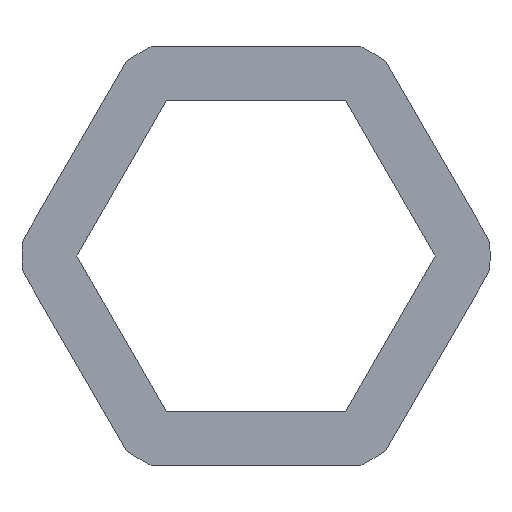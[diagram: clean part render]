
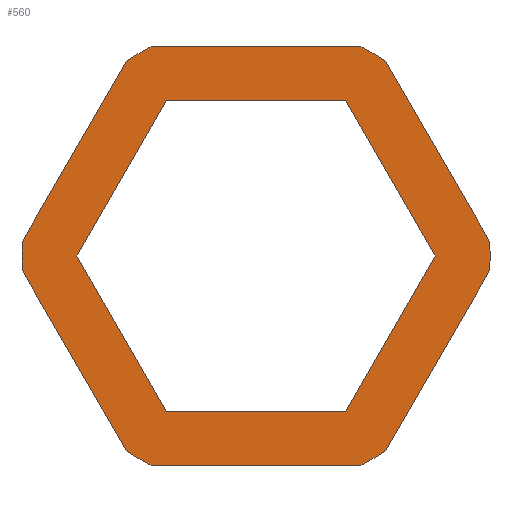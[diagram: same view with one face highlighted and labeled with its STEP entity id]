
A CAD part, front view. The second image highlights one B-rep face of the part: STEP entity #560.
In plain terms, the highlighted planar face has unit normal (0, -1, 0).
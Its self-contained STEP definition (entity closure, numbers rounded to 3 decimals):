
#3 = EDGE_CURVE ( 'NONE', #547, #7, #541, .T. ) ;
#7 = VERTEX_POINT ( 'NONE', #486 ) ;
#8 = AXIS2_PLACEMENT_3D ( 'NONE', #168, #509, #711 ) ;
#17 = ORIENTED_EDGE ( 'NONE', *, *, #127, .F. ) ;
#30 = VERTEX_POINT ( 'NONE', #548 ) ;
#49 = VERTEX_POINT ( 'NONE', #201 ) ;
#52 = CARTESIAN_POINT ( 'NONE',  ( 2.576, 0., -0.638 ) ) ;
#58 = VECTOR ( 'NONE', #336, 1000. ) ;
#65 = ORIENTED_EDGE ( 'NONE', *, *, #445, .F. ) ;
#78 = VECTOR ( 'NONE', #700, 1000. ) ;
#85 = CARTESIAN_POINT ( 'NONE',  ( 3.842, 0., -0.245 ) ) ;
#91 = EDGE_CURVE ( 'NONE', #337, #49, #310, .T. ) ;
#100 = DIRECTION ( 'NONE',  ( -0.554, 0., 0.832 ) ) ;
#101 = LINE ( 'NONE', #372, #638 ) ;
#105 = VERTEX_POINT ( 'NONE', #85 ) ;
#116 = VERTEX_POINT ( 'NONE', #440 ) ;
#127 = EDGE_CURVE ( 'NONE', #225, #236, #266, .T. ) ;
#131 = CARTESIAN_POINT ( 'NONE',  ( 1.472, 0., -2.55 ) ) ;
#133 = VERTEX_POINT ( 'NONE', #144 ) ;
#135 = AXIS2_PLACEMENT_3D ( 'NONE', #386, #619, #389 ) ;
#137 = DIRECTION ( 'NONE',  ( 0.5, 0., -0.866 ) ) ;
#141 = LINE ( 'NONE', #435, #467 ) ;
#144 = CARTESIAN_POINT ( 'NONE',  ( -2.944, 0., 0. ) ) ;
#147 = EDGE_CURVE ( 'NONE', #7, #559, #420, .T. ) ;
#150 = DIRECTION ( 'NONE',  ( 0.5, 0., -0.866 ) ) ;
#154 = VERTEX_POINT ( 'NONE', #362 ) ;
#156 = CARTESIAN_POINT ( 'NONE',  ( 0., 0., 0. ) ) ;
#164 = AXIS2_PLACEMENT_3D ( 'NONE', #426, #213, #367 ) ;
#168 = CARTESIAN_POINT ( 'NONE',  ( 0., 0., 0. ) ) ;
#176 = CIRCLE ( 'NONE', #164, 3.85 ) ;
#187 = CARTESIAN_POINT ( 'NONE',  ( -1.84, 0., -1.912 ) ) ;
#196 = DIRECTION ( 'NONE',  ( -0.5, 0., 0.866 ) ) ;
#198 = CIRCLE ( 'NONE', #335, 3.85 ) ;
#201 = CARTESIAN_POINT ( 'NONE',  ( -2.133, 0., -3.205 ) ) ;
#213 = DIRECTION ( 'NONE',  ( 0., 1., 0. ) ) ;
#219 = DIRECTION ( 'NONE',  ( -0.554, 0., 0.832 ) ) ;
#221 = LINE ( 'NONE', #661, #585 ) ;
#225 = VERTEX_POINT ( 'NONE', #359 ) ;
#229 = CARTESIAN_POINT ( 'NONE',  ( -3.415, 0., 0.985 ) ) ;
#233 = VERTEX_POINT ( 'NONE', #349 ) ;
#235 = DIRECTION ( 'NONE',  ( -0.554, 0., 0.832 ) ) ;
#236 = VERTEX_POINT ( 'NONE', #247 ) ;
#242 = LINE ( 'NONE', #229, #251 ) ;
#243 = ORIENTED_EDGE ( 'NONE', *, *, #147, .T. ) ;
#247 = CARTESIAN_POINT ( 'NONE',  ( 1.709, 0., -3.45 ) ) ;
#251 = VECTOR ( 'NONE', #353, 1000. ) ;
#266 = CIRCLE ( 'NONE', #705, 3.85 ) ;
#267 = VECTOR ( 'NONE', #339, 1000. ) ;
#270 = ORIENTED_EDGE ( 'NONE', *, *, #388, .F. ) ;
#275 = DIRECTION ( 'NONE',  ( -1., 0., 0. ) ) ;
#280 = CARTESIAN_POINT ( 'NONE',  ( -1.709, 0., 3.45 ) ) ;
#286 = EDGE_LOOP ( 'NONE', ( #534, #270, #679, #65, #332, #628, #390, #404, #402, #17, #620, #427 ) ) ;
#292 = VERTEX_POINT ( 'NONE', #409 ) ;
#297 = LINE ( 'NONE', #187, #707 ) ;
#308 = EDGE_CURVE ( 'NONE', #225, #105, #311, .T. ) ;
#310 = LINE ( 'NONE', #600, #421 ) ;
#311 = LINE ( 'NONE', #538, #78 ) ;
#324 = EDGE_CURVE ( 'NONE', #116, #648, #101, .T. ) ;
#327 = LINE ( 'NONE', #392, #622 ) ;
#329 = FACE_BOUND ( 'NONE', #685, .T. ) ;
#331 = CARTESIAN_POINT ( 'NONE',  ( -1.472, 0., 2.55 ) ) ;
#332 = ORIENTED_EDGE ( 'NONE', *, *, #649, .F. ) ;
#335 = AXIS2_PLACEMENT_3D ( 'NONE', #668, #555, #219 ) ;
#336 = DIRECTION ( 'NONE',  ( 1., 0., 0. ) ) ;
#337 = VERTEX_POINT ( 'NONE', #549 ) ;
#339 = DIRECTION ( 'NONE',  ( -0.5, 0., -0.866 ) ) ;
#342 = DIRECTION ( 'NONE',  ( -0.5, 0., 0.866 ) ) ;
#349 = CARTESIAN_POINT ( 'NONE',  ( -1.709, 0., -3.45 ) ) ;
#353 = DIRECTION ( 'NONE',  ( 0.5, 0., 0.866 ) ) ;
#359 = CARTESIAN_POINT ( 'NONE',  ( 2.133, 0., -3.205 ) ) ;
#362 = CARTESIAN_POINT ( 'NONE',  ( -2.133, 0., 3.205 ) ) ;
#367 = DIRECTION ( 'NONE',  ( -0.554, 0., 0.832 ) ) ;
#372 = CARTESIAN_POINT ( 'NONE',  ( 2.561, 0., 2.465 ) ) ;
#380 = DIRECTION ( 'NONE',  ( 0., 1., 0. ) ) ;
#386 = CARTESIAN_POINT ( 'NONE',  ( 0., 0., 0. ) ) ;
#388 = EDGE_CURVE ( 'NONE', #292, #648, #507, .T. ) ;
#389 = DIRECTION ( 'NONE',  ( 0., 0., -1. ) ) ;
#390 = ORIENTED_EDGE ( 'NONE', *, *, #91, .T. ) ;
#392 = CARTESIAN_POINT ( 'NONE',  ( -2.576, 0., 0.638 ) ) ;
#395 = EDGE_CURVE ( 'NONE', #587, #292, #141, .T. ) ;
#396 = AXIS2_PLACEMENT_3D ( 'NONE', #441, #476, #594 ) ;
#397 = LINE ( 'NONE', #617, #58 ) ;
#399 = ORIENTED_EDGE ( 'NONE', *, *, #557, .T. ) ;
#402 = ORIENTED_EDGE ( 'NONE', *, *, #573, .T. ) ;
#404 = ORIENTED_EDGE ( 'NONE', *, *, #708, .F. ) ;
#406 = CARTESIAN_POINT ( 'NONE',  ( 2.133, 0., 3.205 ) ) ;
#408 = CIRCLE ( 'NONE', #672, 3.85 ) ;
#409 = CARTESIAN_POINT ( 'NONE',  ( 1.709, 0., 3.45 ) ) ;
#420 = LINE ( 'NONE', #640, #479 ) ;
#421 = VECTOR ( 'NONE', #150, 1000. ) ;
#426 = CARTESIAN_POINT ( 'NONE',  ( 0., 0., 0. ) ) ;
#427 = ORIENTED_EDGE ( 'NONE', *, *, #502, .F. ) ;
#435 = CARTESIAN_POINT ( 'NONE',  ( -0.854, 0., 3.45 ) ) ;
#440 = CARTESIAN_POINT ( 'NONE',  ( 3.842, 0., 0.245 ) ) ;
#441 = CARTESIAN_POINT ( 'NONE',  ( 0., 0., 0. ) ) ;
#444 = LINE ( 'NONE', #52, #267 ) ;
#445 = EDGE_CURVE ( 'NONE', #154, #587, #176, .T. ) ;
#447 = ORIENTED_EDGE ( 'NONE', *, *, #599, .T. ) ;
#453 = DIRECTION ( 'NONE',  ( 0.5, 0., 0.866 ) ) ;
#467 = VECTOR ( 'NONE', #495, 1000. ) ;
#471 = ORIENTED_EDGE ( 'NONE', *, *, #473, .T. ) ;
#473 = EDGE_CURVE ( 'NONE', #712, #613, #221, .T. ) ;
#476 = DIRECTION ( 'NONE',  ( 0., 1., 0. ) ) ;
#479 = VECTOR ( 'NONE', #137, 1000. ) ;
#486 = CARTESIAN_POINT ( 'NONE',  ( 1.472, 0., 2.55 ) ) ;
#495 = DIRECTION ( 'NONE',  ( 1., 0., 0. ) ) ;
#501 = CARTESIAN_POINT ( 'NONE',  ( -1.472, 0., -2.55 ) ) ;
#502 = EDGE_CURVE ( 'NONE', #116, #105, #715, .T. ) ;
#507 = CIRCLE ( 'NONE', #396, 3.85 ) ;
#509 = DIRECTION ( 'NONE',  ( 0., 1., 0. ) ) ;
#530 = CARTESIAN_POINT ( 'NONE',  ( 0., 0., 0. ) ) ;
#534 = ORIENTED_EDGE ( 'NONE', *, *, #324, .T. ) ;
#537 = DIRECTION ( 'NONE',  ( 1., 0., 0. ) ) ;
#538 = CARTESIAN_POINT ( 'NONE',  ( 3.415, 0., -0.985 ) ) ;
#541 = LINE ( 'NONE', #609, #652 ) ;
#547 = VERTEX_POINT ( 'NONE', #331 ) ;
#548 = CARTESIAN_POINT ( 'NONE',  ( -3.842, 0., 0.245 ) ) ;
#549 = CARTESIAN_POINT ( 'NONE',  ( -3.842, 0., -0.245 ) ) ;
#553 = EDGE_CURVE ( 'NONE', #337, #30, #198, .T. ) ;
#555 = DIRECTION ( 'NONE',  ( 0., 1., 0. ) ) ;
#557 = EDGE_CURVE ( 'NONE', #559, #712, #444, .T. ) ;
#559 = VERTEX_POINT ( 'NONE', #713 ) ;
#560 = ADVANCED_FACE ( 'NONE', ( #329, #566 ), #663, .T. ) ;
#566 = FACE_OUTER_BOUND ( 'NONE', #286, .T. ) ;
#573 = EDGE_CURVE ( 'NONE', #233, #236, #397, .T. ) ;
#585 = VECTOR ( 'NONE', #275, 1000. ) ;
#587 = VERTEX_POINT ( 'NONE', #280 ) ;
#594 = DIRECTION ( 'NONE',  ( -0.554, 0., 0.832 ) ) ;
#599 = EDGE_CURVE ( 'NONE', #133, #547, #327, .T. ) ;
#600 = CARTESIAN_POINT ( 'NONE',  ( -2.561, 0., -2.465 ) ) ;
#609 = CARTESIAN_POINT ( 'NONE',  ( -0.736, 0., 2.55 ) ) ;
#613 = VERTEX_POINT ( 'NONE', #501 ) ;
#617 = CARTESIAN_POINT ( 'NONE',  ( 0.854, 0., -3.45 ) ) ;
#619 = DIRECTION ( 'NONE',  ( 0., -1., 0. ) ) ;
#620 = ORIENTED_EDGE ( 'NONE', *, *, #308, .T. ) ;
#622 = VECTOR ( 'NONE', #453, 1000. ) ;
#624 = ORIENTED_EDGE ( 'NONE', *, *, #3, .T. ) ;
#628 = ORIENTED_EDGE ( 'NONE', *, *, #553, .F. ) ;
#635 = DIRECTION ( 'NONE',  ( 0., 1., 0. ) ) ;
#638 = VECTOR ( 'NONE', #196, 1000. ) ;
#640 = CARTESIAN_POINT ( 'NONE',  ( 1.84, 0., 1.912 ) ) ;
#648 = VERTEX_POINT ( 'NONE', #406 ) ;
#649 = EDGE_CURVE ( 'NONE', #30, #154, #242, .T. ) ;
#652 = VECTOR ( 'NONE', #537, 1000. ) ;
#661 = CARTESIAN_POINT ( 'NONE',  ( 0.736, 0., -2.55 ) ) ;
#663 = PLANE ( 'NONE',  #135 ) ;
#668 = CARTESIAN_POINT ( 'NONE',  ( 0., 0., 0. ) ) ;
#672 = AXIS2_PLACEMENT_3D ( 'NONE', #530, #635, #235 ) ;
#673 = ORIENTED_EDGE ( 'NONE', *, *, #692, .T. ) ;
#679 = ORIENTED_EDGE ( 'NONE', *, *, #395, .F. ) ;
#685 = EDGE_LOOP ( 'NONE', ( #624, #243, #399, #471, #673, #447 ) ) ;
#692 = EDGE_CURVE ( 'NONE', #613, #133, #297, .T. ) ;
#700 = DIRECTION ( 'NONE',  ( 0.5, 0., 0.866 ) ) ;
#705 = AXIS2_PLACEMENT_3D ( 'NONE', #156, #380, #100 ) ;
#707 = VECTOR ( 'NONE', #342, 1000. ) ;
#708 = EDGE_CURVE ( 'NONE', #233, #49, #408, .T. ) ;
#711 = DIRECTION ( 'NONE',  ( -0.554, 0., 0.832 ) ) ;
#712 = VERTEX_POINT ( 'NONE', #131 ) ;
#713 = CARTESIAN_POINT ( 'NONE',  ( 2.944, 0., 0. ) ) ;
#715 = CIRCLE ( 'NONE', #8, 3.85 ) ;
